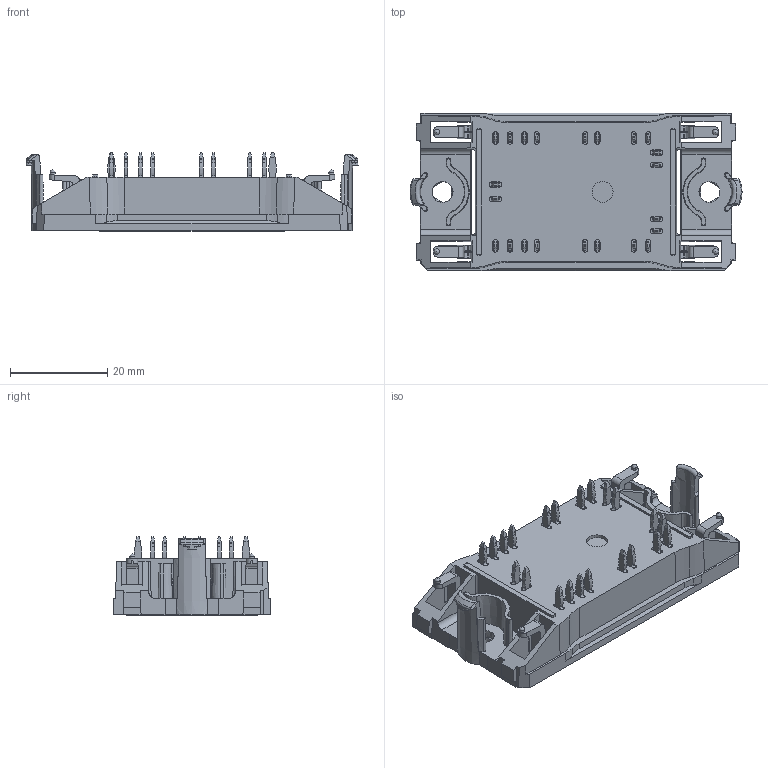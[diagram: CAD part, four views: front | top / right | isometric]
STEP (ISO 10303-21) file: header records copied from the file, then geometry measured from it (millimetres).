
FILE_DESCRIPTION(/* description */ ('Unknown'),/* implementation_level */ '2;1');
FILE_NAME(/* name */ 'Flow0-2C12Y-M330(220)-01-OL',/* time_stamp */ '2017-02-11T11:00:17+01:00',/* author */ ('Unknown'),/* organization */ ('Unknown'),/* preprocessor_version */ 'ST-DEVELOPER v16',/* originating_system */ 'DEX',/* authorisation */ $);
FILE_SCHEMA (('AP203_CONFIGURATION_CONTROLLED_3D_DESIGN_OF_MECHANICAL_PARTS_AND_ASSEMBLIES_MIM_LF { 1 0 10303 203 3 1 4 }','AUTOMOTIVE_DESIGN {1 0 10303 214 3 1 1}'));
Length unit declared in the file: millimetre
Products named in the file (1): Flow0-2C12Y-M330-01-OL
Bounding box: 68.4 x 32.5 x 16.23 mm (x, y, z)
Volume: 16787 mm3; surface area: 9314.9 mm2
Topology: 1 solids, 1 shells, 913 faces, 2551 edges, 1678 vertices
Faces by surface type: plane 606, cylinder 261, cone 34, sphere 4, torus 4, bspline 4
Full cylindrical faces by diameter (mm): 1.1 x4, 4.3 x1
Entity records: 35976 total; most frequent: CARTESIAN_POINT 5624, ORIENTED_EDGE 5060, DIRECTION 4954, EDGE_CURVE 2530, LINE 1846, VECTOR 1846, VERTEX_POINT 1670, AXIS2_PLACEMENT_3D 1554
